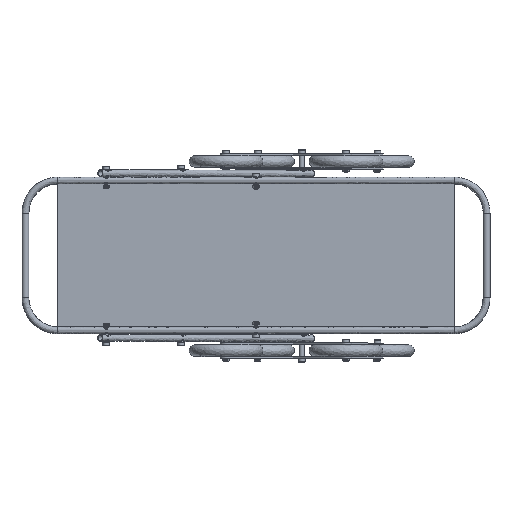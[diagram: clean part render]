
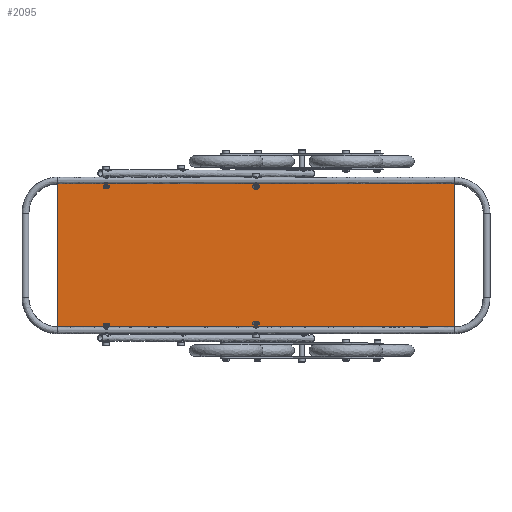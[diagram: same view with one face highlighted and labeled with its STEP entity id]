
A CAD part, top view. The second image highlights one B-rep face of the part: STEP entity #2095.
In plain terms, the highlighted free-form (B-spline) face has degree [1, 1] with [2, 2] control points.
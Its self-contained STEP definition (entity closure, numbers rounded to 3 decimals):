
#1975 = EDGE_CURVE('',#1976,#1978,#1980,.T.);
#1976 = VERTEX_POINT('',#1977);
#1977 = CARTESIAN_POINT('',(1708.902,-284.97,
    298.759));
#1978 = VERTEX_POINT('',#1979);
#1979 = CARTESIAN_POINT('',(1708.902,284.97,
    298.759));
#1980 = B_SPLINE_CURVE_WITH_KNOTS('',1,(#1981,#1982),.UNSPECIFIED.,.F.,
  .F.,(2,2),(0.,620.),.PIECEWISE_BEZIER_KNOTS.);
#1981 = CARTESIAN_POINT('',(1708.902,-284.97,
    298.759));
#1982 = CARTESIAN_POINT('',(1708.902,284.97,
    298.759));
#2011 = EDGE_CURVE('',#1978,#2012,#2014,.T.);
#2012 = VERTEX_POINT('',#2013);
#2013 = CARTESIAN_POINT('',(129.616,284.97,
    298.759));
#2014 = B_SPLINE_CURVE_WITH_KNOTS('',1,(#2015,#2016),.UNSPECIFIED.,.F.,
  .F.,(2,2),(0.,1718.),.PIECEWISE_BEZIER_KNOTS.);
#2015 = CARTESIAN_POINT('',(1708.902,284.97,
    298.759));
#2016 = CARTESIAN_POINT('',(129.616,284.97,
    298.759));
#2039 = EDGE_CURVE('',#2012,#2040,#2042,.T.);
#2040 = VERTEX_POINT('',#2041);
#2041 = CARTESIAN_POINT('',(129.616,-284.97,
    298.759));
#2042 = B_SPLINE_CURVE_WITH_KNOTS('',1,(#2043,#2044),.UNSPECIFIED.,.F.,
  .F.,(2,2),(0.,620.),.PIECEWISE_BEZIER_KNOTS.);
#2043 = CARTESIAN_POINT('',(129.616,284.97,
    298.759));
#2044 = CARTESIAN_POINT('',(129.616,-284.97,
    298.759));
#2067 = EDGE_CURVE('',#2040,#1976,#2068,.T.);
#2068 = B_SPLINE_CURVE_WITH_KNOTS('',1,(#2069,#2070),.UNSPECIFIED.,.F.,
  .F.,(2,2),(0.,1718.),.PIECEWISE_BEZIER_KNOTS.);
#2069 = CARTESIAN_POINT('',(129.616,-284.97,
    298.759));
#2070 = CARTESIAN_POINT('',(1708.902,-284.97,
    298.759));
#2095 = ADVANCED_FACE('',(#2096),#2102,.F.);
#2096 = FACE_BOUND('',#2097,.T.);
#2097 = EDGE_LOOP('',(#2098,#2099,#2100,#2101));
#2098 = ORIENTED_EDGE('',*,*,#2067,.T.);
#2099 = ORIENTED_EDGE('',*,*,#1975,.T.);
#2100 = ORIENTED_EDGE('',*,*,#2011,.T.);
#2101 = ORIENTED_EDGE('',*,*,#2039,.T.);
#2102 = B_SPLINE_SURFACE_WITH_KNOTS('',1,1,(
    (#2103,#2104)
    ,(#2105,#2106
    )),.UNSPECIFIED.,.F.,.F.,.F.,(2,2),(2,2),(-859.,859.),(-310.,310.),
  .PIECEWISE_BEZIER_KNOTS.);
#2103 = CARTESIAN_POINT('',(129.616,284.97,
    298.759));
#2104 = CARTESIAN_POINT('',(129.616,-284.97,
    298.759));
#2105 = CARTESIAN_POINT('',(1708.902,284.97,
    298.759));
#2106 = CARTESIAN_POINT('',(1708.902,-284.97,
    298.759));
